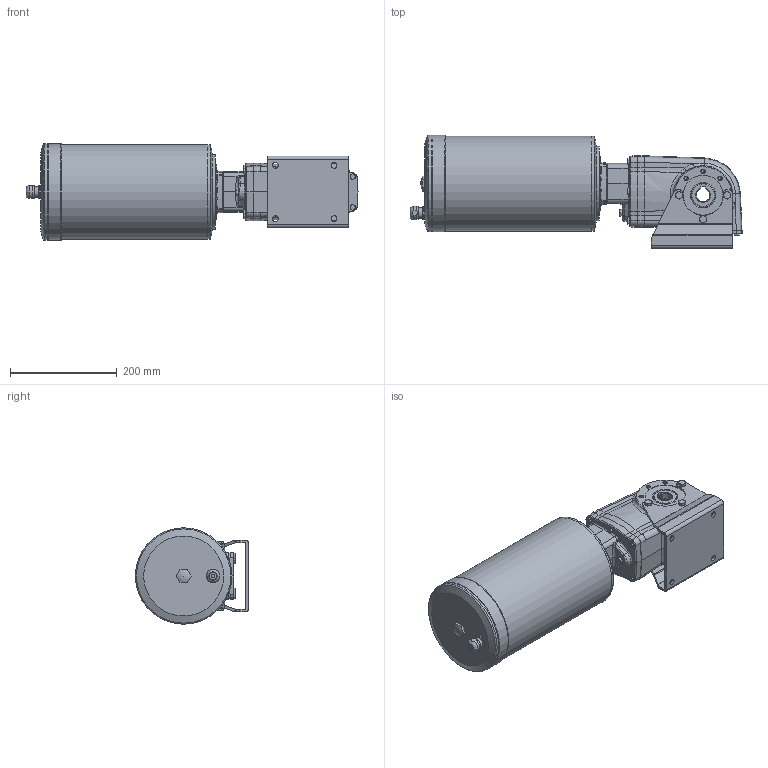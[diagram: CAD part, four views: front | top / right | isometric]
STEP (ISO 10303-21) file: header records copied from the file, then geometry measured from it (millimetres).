
FILE_DESCRIPTION( ( 'Unknown' ), '1' );
FILE_NAME( 'E6BF91DD512D5CB02E1D50124485B051.3d.stp', 'Unknown', ( 'Unknown' ), ( 'Unknown' ), 'PSStep 10.1', 'Unknown', ' ' );
FILE_SCHEMA( ( 'AUTOMOTIVE_DESIGN { 1 0 10303 214 1 1 1 1 }' ) );
Length unit declared in the file: millimetre
Products named in the file (1): X42N
Bounding box: 623 x 212.3 x 181 mm (x, y, z)
Volume: 11177544.9 mm3; surface area: 481770.4 mm2
Topology: 1 solids, 23 shells, 983 faces, 2295 edges, 1420 vertices
Faces by surface type: plane 365, cylinder 226, cone 207, bspline 109, torus 67, revolution 4, extrusion 4, sphere 1
Full cylindrical faces by diameter (mm): 6.647 x40, 7 x1, 8 x10, 8.5 x6, 8.9 x12, 9 x8, 11 x4, 11.6 x6, 13 x4, 13.4 x1, 14 x4, 16.662 x1, 18 x1, 20 x1, 24 x1, 30 x1, 47 x1, 47.5 x2, 75 x2, 85 x1, 95 x2, 140 x1, 177.98 x1, 178 x2, 180.98 x2, 181 x3
Entity records: 45672 total; most frequent: CARTESIAN_POINT 17898, DIRECTION 3930, ORIENTED_EDGE 3882, EDGE_CURVE 1941, AXIS2_PLACEMENT_3D 1622, VERTEX_POINT 1323, EDGE_LOOP 1318, FACE_OUTER_BOUND 1153
